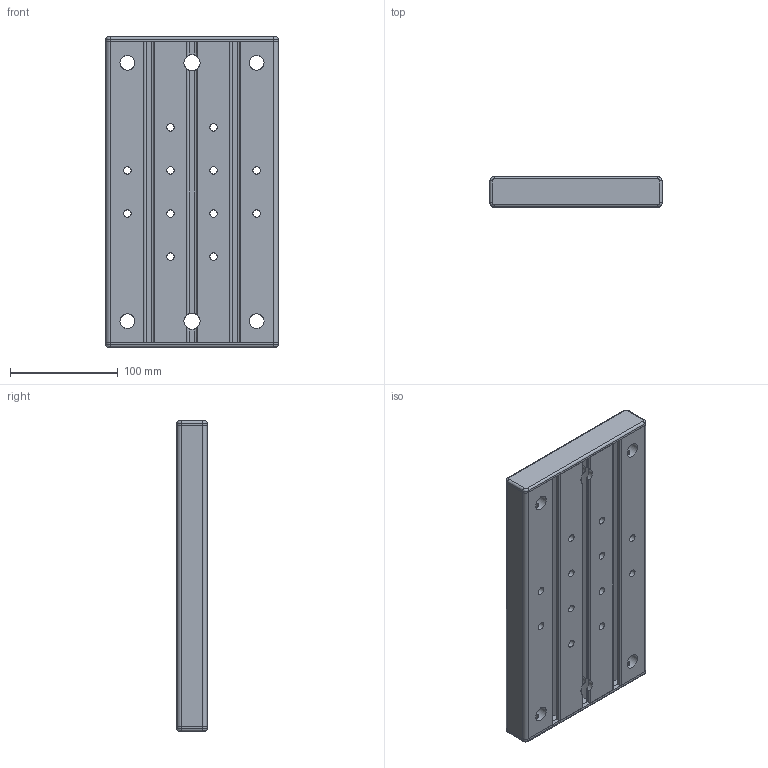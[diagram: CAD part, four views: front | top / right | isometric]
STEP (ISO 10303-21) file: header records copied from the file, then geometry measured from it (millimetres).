
FILE_DESCRIPTION(/* description */ ('KriTec Bodenplatte 8 280x28 inkl Abdeckkappen'),/* implementation_level */ '2;1');
FILE_NAME(/* name */ '11231_KriTec_Bodenplatte_8_280x28_inkl_Abdeckkappen.stp',/* time_stamp */ '2019-12-06T15:47:08+01:00',/* author */ ('Steiner'),/* organization */ (''),/* preprocessor_version */ 'ST-DEVELOPER v17',/* originating_system */ 'Autodesk Inventor 2018',/* authorisation */ '');
FILE_SCHEMA (('AUTOMOTIVE_DESIGN { 1 0 10303 214 3 1 1 }'));
Length unit declared in the file: millimetre
Products named in the file (3): 11231; 11231a; 11128
Assembly tree (3 placements, depth 2):
  11231
    11231a
    11128  x2
Bounding box: 160 x 28 x 288 mm (x, y, z)
Volume: 892693.1 mm3; surface area: 249363.3 mm2
Topology: 3 solids, 3 shells, 331 faces, 1003 edges, 676 vertices
Faces by surface type: cylinder 195, plane 114, cone 14, bspline 8
Full cylindrical faces by diameter (mm): 6.8 x39, 7 x12, 13.835 x4, 15 x2
Entity records: 13093 total; most frequent: CARTESIAN_POINT 4804, ORIENTED_EDGE 1832, DIRECTION 1593, EDGE_CURVE 916, VERTEX_POINT 623, AXIS2_PLACEMENT_3D 586, LINE 421, VECTOR 421
